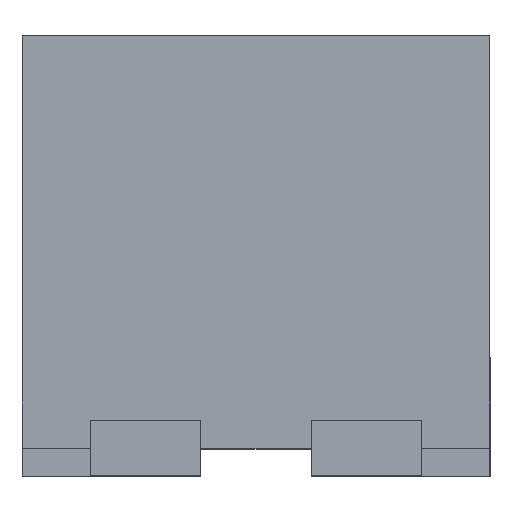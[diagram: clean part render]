
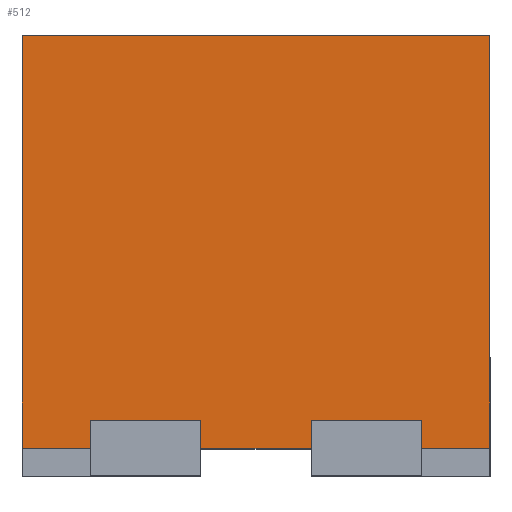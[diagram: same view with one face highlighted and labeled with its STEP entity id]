
A CAD part, top view. The second image highlights one B-rep face of the part: STEP entity #512.
In plain terms, the highlighted planar face has unit normal (0, 0, 1).
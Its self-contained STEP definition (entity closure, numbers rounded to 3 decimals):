
#38 = EDGE_CURVE ( 'NONE', #262, #590, #1492, .T. ) ;
#60 = ORIENTED_EDGE ( 'NONE', *, *, #490, .F. ) ;
#65 = DIRECTION ( 'NONE',  ( 1., 0., 0. ) ) ;
#81 = LINE ( 'NONE', #766, #2063 ) ;
#96 = ORIENTED_EDGE ( 'NONE', *, *, #38, .F. ) ;
#194 = VERTEX_POINT ( 'NONE', #749 ) ;
#195 = DIRECTION ( 'NONE',  ( 0., -1., 0. ) ) ;
#214 = DIRECTION ( 'NONE',  ( 1., 0., 0. ) ) ;
#236 = VERTEX_POINT ( 'NONE', #429 ) ;
#237 = DIRECTION ( 'NONE',  ( 0., 0., -1. ) ) ;
#238 = EDGE_CURVE ( 'NONE', #810, #2215, #1476, .T. ) ;
#253 = DIRECTION ( 'NONE',  ( 1., 0., 0. ) ) ;
#262 = VERTEX_POINT ( 'NONE', #1450 ) ;
#388 = CARTESIAN_POINT ( 'NONE',  ( 0.425, 3.112, 0.625 ) ) ;
#404 = EDGE_CURVE ( 'NONE', #851, #194, #554, .T. ) ;
#412 = VECTOR ( 'NONE', #253, 1000. ) ;
#429 = CARTESIAN_POINT ( 'NONE',  ( 0.3, 0.05, 0.625 ) ) ;
#439 = DIRECTION ( 'NONE',  ( -1., 0., 0. ) ) ;
#454 = EDGE_LOOP ( 'NONE', ( #2213, #1210, #1759, #789, #60, #96, #1052, #1634, #1844, #754, #1486, #1761 ) ) ;
#490 = EDGE_CURVE ( 'NONE', #590, #920, #1934, .T. ) ;
#495 = VECTOR ( 'NONE', #1408, 1000. ) ;
#512 = ADVANCED_FACE ( 'NONE', ( #889 ), #1123, .F. ) ;
#523 = CARTESIAN_POINT ( 'NONE',  ( 0.425, 0.05, 0.625 ) ) ;
#554 = LINE ( 'NONE', #523, #658 ) ;
#567 = CARTESIAN_POINT ( 'NONE',  ( 0.1, 0.05, 0.625 ) ) ;
#590 = VERTEX_POINT ( 'NONE', #1957 ) ;
#594 = VERTEX_POINT ( 'NONE', #567 ) ;
#619 = DIRECTION ( 'NONE',  ( 0., -1., 0. ) ) ;
#620 = CARTESIAN_POINT ( 'NONE',  ( -0.1, 0.1, 0.625 ) ) ;
#632 = DIRECTION ( 'NONE',  ( 1., 0., 0. ) ) ;
#644 = EDGE_CURVE ( 'NONE', #1024, #594, #81, .T. ) ;
#645 = CARTESIAN_POINT ( 'NONE',  ( 0.425, 0.8, 0.625 ) ) ;
#658 = VECTOR ( 'NONE', #214, 1000. ) ;
#682 = CARTESIAN_POINT ( 'NONE',  ( 0.3, 0.1, 0.625 ) ) ;
#749 = CARTESIAN_POINT ( 'NONE',  ( -0.3, 0.05, 0.625 ) ) ;
#754 = ORIENTED_EDGE ( 'NONE', *, *, #1702, .T. ) ;
#757 = CARTESIAN_POINT ( 'NONE',  ( 0.425, 3.112, 0.625 ) ) ;
#766 = CARTESIAN_POINT ( 'NONE',  ( 0.425, 0.05, 0.625 ) ) ;
#789 = ORIENTED_EDGE ( 'NONE', *, *, #1441, .T. ) ;
#810 = VERTEX_POINT ( 'NONE', #1185 ) ;
#851 = VERTEX_POINT ( 'NONE', #1749 ) ;
#887 = VECTOR ( 'NONE', #1836, 1000. ) ;
#889 = FACE_OUTER_BOUND ( 'NONE', #454, .T. ) ;
#920 = VERTEX_POINT ( 'NONE', #2089 ) ;
#931 = VERTEX_POINT ( 'NONE', #1280 ) ;
#939 = CARTESIAN_POINT ( 'NONE',  ( -0.1, 0.05, 0.625 ) ) ;
#940 = VECTOR ( 'NONE', #195, 1000. ) ;
#1024 = VERTEX_POINT ( 'NONE', #939 ) ;
#1027 = VECTOR ( 'NONE', #619, 1000. ) ;
#1039 = LINE ( 'NONE', #1477, #2082 ) ;
#1048 = LINE ( 'NONE', #1369, #2184 ) ;
#1052 = ORIENTED_EDGE ( 'NONE', *, *, #1581, .T. ) ;
#1065 = CARTESIAN_POINT ( 'NONE',  ( 0.3, 0.1, 0.625 ) ) ;
#1123 = PLANE ( 'NONE',  #2209 ) ;
#1129 = LINE ( 'NONE', #1515, #1649 ) ;
#1185 = CARTESIAN_POINT ( 'NONE',  ( 0.1, 0.1, 0.625 ) ) ;
#1210 = ORIENTED_EDGE ( 'NONE', *, *, #238, .T. ) ;
#1280 = CARTESIAN_POINT ( 'NONE',  ( -0.3, 0.1, 0.625 ) ) ;
#1289 = LINE ( 'NONE', #1986, #1027 ) ;
#1369 = CARTESIAN_POINT ( 'NONE',  ( -0.425, 3.112, 0.625 ) ) ;
#1392 = DIRECTION ( 'NONE',  ( 0., -1., 0. ) ) ;
#1408 = DIRECTION ( 'NONE',  ( 0., -1., 0. ) ) ;
#1441 = EDGE_CURVE ( 'NONE', #236, #920, #1129, .T. ) ;
#1450 = CARTESIAN_POINT ( 'NONE',  ( -0.425, 0.8, 0.625 ) ) ;
#1476 = LINE ( 'NONE', #1984, #412 ) ;
#1477 = CARTESIAN_POINT ( 'NONE',  ( -0.3, 0.1, 0.625 ) ) ;
#1486 = ORIENTED_EDGE ( 'NONE', *, *, #1996, .T. ) ;
#1492 = LINE ( 'NONE', #645, #887 ) ;
#1515 = CARTESIAN_POINT ( 'NONE',  ( 0.425, 0.05, 0.625 ) ) ;
#1534 = CARTESIAN_POINT ( 'NONE',  ( -0.1, 0.1, 0.625 ) ) ;
#1568 = VERTEX_POINT ( 'NONE', #1534 ) ;
#1581 = EDGE_CURVE ( 'NONE', #262, #851, #1048, .T. ) ;
#1590 = CARTESIAN_POINT ( 'NONE',  ( -0.1, 0.1, 0.625 ) ) ;
#1634 = ORIENTED_EDGE ( 'NONE', *, *, #404, .T. ) ;
#1649 = VECTOR ( 'NONE', #632, 1000. ) ;
#1702 = EDGE_CURVE ( 'NONE', #931, #1568, #2129, .T. ) ;
#1749 = CARTESIAN_POINT ( 'NONE',  ( -0.425, 0.05, 0.625 ) ) ;
#1759 = ORIENTED_EDGE ( 'NONE', *, *, #1855, .T. ) ;
#1761 = ORIENTED_EDGE ( 'NONE', *, *, #644, .T. ) ;
#1772 = DIRECTION ( 'NONE',  ( 1., 0., 0. ) ) ;
#1801 = DIRECTION ( 'NONE',  ( 0., -1., 0. ) ) ;
#1836 = DIRECTION ( 'NONE',  ( 1., 0., 0. ) ) ;
#1839 = EDGE_CURVE ( 'NONE', #931, #194, #1039, .T. ) ;
#1844 = ORIENTED_EDGE ( 'NONE', *, *, #1839, .F. ) ;
#1846 = EDGE_CURVE ( 'NONE', #810, #594, #1289, .T. ) ;
#1855 = EDGE_CURVE ( 'NONE', #2215, #236, #2019, .T. ) ;
#1901 = VECTOR ( 'NONE', #65, 1000. ) ;
#1934 = LINE ( 'NONE', #388, #940 ) ;
#1952 = LINE ( 'NONE', #620, #2012 ) ;
#1957 = CARTESIAN_POINT ( 'NONE',  ( 0.425, 0.8, 0.625 ) ) ;
#1962 = DIRECTION ( 'NONE',  ( 0., -1., 0. ) ) ;
#1984 = CARTESIAN_POINT ( 'NONE',  ( 0.1, 0.1, 0.625 ) ) ;
#1986 = CARTESIAN_POINT ( 'NONE',  ( 0.1, 0.1, 0.625 ) ) ;
#1996 = EDGE_CURVE ( 'NONE', #1568, #1024, #1952, .T. ) ;
#2012 = VECTOR ( 'NONE', #1962, 1000. ) ;
#2019 = LINE ( 'NONE', #1065, #495 ) ;
#2063 = VECTOR ( 'NONE', #1772, 1000. ) ;
#2082 = VECTOR ( 'NONE', #1801, 1000. ) ;
#2089 = CARTESIAN_POINT ( 'NONE',  ( 0.425, 0.05, 0.625 ) ) ;
#2129 = LINE ( 'NONE', #1590, #1901 ) ;
#2184 = VECTOR ( 'NONE', #1392, 1000. ) ;
#2209 = AXIS2_PLACEMENT_3D ( 'NONE', #757, #237, #439 ) ;
#2213 = ORIENTED_EDGE ( 'NONE', *, *, #1846, .F. ) ;
#2215 = VERTEX_POINT ( 'NONE', #682 ) ;
